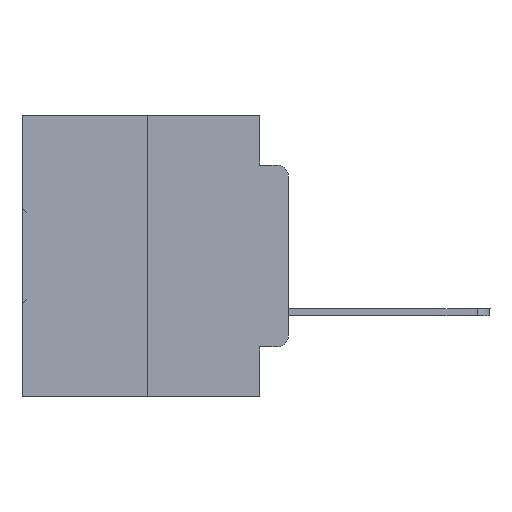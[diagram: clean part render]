
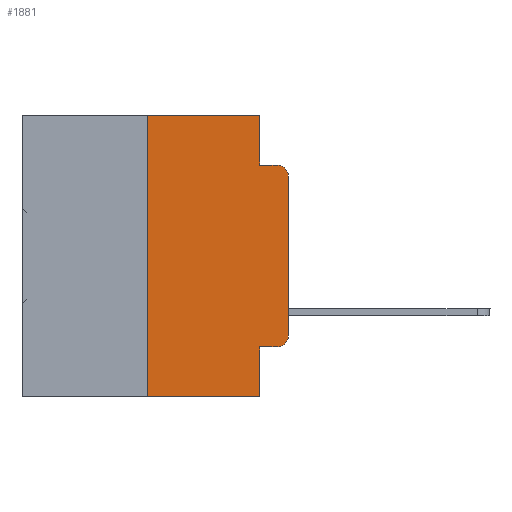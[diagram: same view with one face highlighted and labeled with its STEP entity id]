
A CAD part, left-side view. The second image highlights one B-rep face of the part: STEP entity #1881.
In plain terms, the highlighted planar face has unit normal (-1, 0, 0).
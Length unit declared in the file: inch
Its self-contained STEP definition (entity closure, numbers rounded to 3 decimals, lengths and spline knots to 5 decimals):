
#176 = VECTOR ( 'NONE', #18889, 39.37008 ) ;
#1881 = ADVANCED_FACE ( 'NONE', ( #34569 ), #34039, .F. ) ;
#2461 = VECTOR ( 'NONE', #30349, 39.37008 ) ;
#2579 = CARTESIAN_POINT ( 'NONE',  ( 0., 0.051, 0. ) ) ;
#2843 = DIRECTION ( 'NONE',  ( 0., 0., -1. ) ) ;
#2879 = DIRECTION ( 'NONE',  ( 0., 0., 1. ) ) ;
#3749 = CARTESIAN_POINT ( 'NONE',  ( 0., 0.473, -0.5 ) ) ;
#3798 = ORIENTED_EDGE ( 'NONE', *, *, #34178, .T. ) ;
#4404 = DIRECTION ( 'NONE',  ( 0., -1., 0. ) ) ;
#4818 = CARTESIAN_POINT ( 'NONE',  ( 0., 0.02, -0.1085 ) ) ;
#5496 = CARTESIAN_POINT ( 'NONE',  ( 0., 0.02, -0.4115 ) ) ;
#6145 = EDGE_CURVE ( 'NONE', #14449, #12979, #29899, .T. ) ;
#6172 = CARTESIAN_POINT ( 'NONE',  ( 0., 0., -0.3915 ) ) ;
#6321 = CARTESIAN_POINT ( 'NONE',  ( 0., 0., -0.1085 ) ) ;
#6615 = DIRECTION ( 'NONE',  ( 0., 0., -1. ) ) ;
#6634 = VERTEX_POINT ( 'NONE', #25324 ) ;
#7885 = CARTESIAN_POINT ( 'NONE',  ( 0., 0.051, -0.0885 ) ) ;
#8276 = AXIS2_PLACEMENT_3D ( 'NONE', #4818, #21235, #35305 ) ;
#8323 = LINE ( 'NONE', #19345, #2461 ) ;
#8923 = VECTOR ( 'NONE', #13178, 39.37008 ) ;
#9290 = AXIS2_PLACEMENT_3D ( 'NONE', #28989, #14923, #9842 ) ;
#9842 = DIRECTION ( 'NONE',  ( 0., 0., -1. ) ) ;
#9890 = EDGE_CURVE ( 'NONE', #25389, #14449, #27436, .T. ) ;
#10308 = VERTEX_POINT ( 'NONE', #5496 ) ;
#11375 = ORIENTED_EDGE ( 'NONE', *, *, #35402, .T. ) ;
#12385 = LINE ( 'NONE', #15265, #15758 ) ;
#12580 = DIRECTION ( 'NONE',  ( 0., -1., 0. ) ) ;
#12979 = VERTEX_POINT ( 'NONE', #21373 ) ;
#13178 = DIRECTION ( 'NONE',  ( 0., 0., -1. ) ) ;
#13716 = CARTESIAN_POINT ( 'NONE',  ( 0., 0.051, 0. ) ) ;
#13732 = VECTOR ( 'NONE', #25070, 39.37008 ) ;
#14109 = VERTEX_POINT ( 'NONE', #23017 ) ;
#14243 = CARTESIAN_POINT ( 'NONE',  ( 0., 0.25, -0.5 ) ) ;
#14449 = VERTEX_POINT ( 'NONE', #27868 ) ;
#14923 = DIRECTION ( 'NONE',  ( 1., 0., 0. ) ) ;
#15265 = CARTESIAN_POINT ( 'NONE',  ( 0., 0.051, 0. ) ) ;
#15758 = VECTOR ( 'NONE', #6615, 39.37008 ) ;
#16968 = LINE ( 'NONE', #27990, #34906 ) ;
#17348 = ORIENTED_EDGE ( 'NONE', *, *, #29675, .F. ) ;
#17628 = ORIENTED_EDGE ( 'NONE', *, *, #29258, .T. ) ;
#17864 = ORIENTED_EDGE ( 'NONE', *, *, #35115, .F. ) ;
#18840 = VERTEX_POINT ( 'NONE', #14243 ) ;
#18889 = DIRECTION ( 'NONE',  ( 0., -1., 0. ) ) ;
#19190 = VECTOR ( 'NONE', #12580, 39.37008 ) ;
#19345 = CARTESIAN_POINT ( 'NONE',  ( 0., 0.051, -0.4115 ) ) ;
#19817 = CIRCLE ( 'NONE', #8276, 0.02 ) ;
#20015 = ORIENTED_EDGE ( 'NONE', *, *, #9890, .F. ) ;
#20935 = CARTESIAN_POINT ( 'NONE',  ( 0., 0.25, 0. ) ) ;
#21235 = DIRECTION ( 'NONE',  ( -1., 0., 0. ) ) ;
#21373 = CARTESIAN_POINT ( 'NONE',  ( 0., 0.02, -0.0885 ) ) ;
#21834 = EDGE_CURVE ( 'NONE', #18840, #28782, #25238, .T. ) ;
#22358 = CARTESIAN_POINT ( 'NONE',  ( 0., 0.25, 0. ) ) ;
#23017 = CARTESIAN_POINT ( 'NONE',  ( 0., 0.051, -0.4115 ) ) ;
#24718 = ORIENTED_EDGE ( 'NONE', *, *, #32383, .T. ) ;
#25070 = DIRECTION ( 'NONE',  ( 0., 0., 1. ) ) ;
#25238 = LINE ( 'NONE', #22358, #13732 ) ;
#25324 = CARTESIAN_POINT ( 'NONE',  ( 0., 0.051, -0.5 ) ) ;
#25389 = VERTEX_POINT ( 'NONE', #2579 ) ;
#25465 = VERTEX_POINT ( 'NONE', #6172 ) ;
#26429 = LINE ( 'NONE', #29312, #32530 ) ;
#27181 = EDGE_LOOP ( 'NONE', ( #24718, #17628, #31088, #20015, #17348, #34597, #3798, #17864, #11375, #28614 ) ) ;
#27436 = LINE ( 'NONE', #13716, #8923 ) ;
#27577 = DIRECTION ( 'NONE',  ( -1., 0., 0. ) ) ;
#27780 = EDGE_CURVE ( 'NONE', #10308, #25465, #31276, .T. ) ;
#27868 = CARTESIAN_POINT ( 'NONE',  ( 0., 0.051, -0.0885 ) ) ;
#27990 = CARTESIAN_POINT ( 'NONE',  ( 0., 0., 0. ) ) ;
#28614 = ORIENTED_EDGE ( 'NONE', *, *, #27780, .T. ) ;
#28658 = VERTEX_POINT ( 'NONE', #6321 ) ;
#28782 = VERTEX_POINT ( 'NONE', #20935 ) ;
#28989 = CARTESIAN_POINT ( 'NONE',  ( 0., 0.473, 0. ) ) ;
#29258 = EDGE_CURVE ( 'NONE', #28658, #12979, #19817, .T. ) ;
#29312 = CARTESIAN_POINT ( 'NONE',  ( 0., 0.473, 0. ) ) ;
#29675 = EDGE_CURVE ( 'NONE', #28782, #25389, #26429, .T. ) ;
#29899 = LINE ( 'NONE', #7885, #176 ) ;
#30349 = DIRECTION ( 'NONE',  ( 0., -1., 0. ) ) ;
#30684 = AXIS2_PLACEMENT_3D ( 'NONE', #33165, #27577, #2843 ) ;
#31088 = ORIENTED_EDGE ( 'NONE', *, *, #6145, .F. ) ;
#31276 = CIRCLE ( 'NONE', #30684, 0.02 ) ;
#32383 = EDGE_CURVE ( 'NONE', #25465, #28658, #16968, .T. ) ;
#32530 = VECTOR ( 'NONE', #4404, 39.37008 ) ;
#33165 = CARTESIAN_POINT ( 'NONE',  ( 0., 0.02, -0.3915 ) ) ;
#34039 = PLANE ( 'NONE',  #9290 ) ;
#34054 = LINE ( 'NONE', #3749, #19190 ) ;
#34178 = EDGE_CURVE ( 'NONE', #18840, #6634, #34054, .T. ) ;
#34569 = FACE_OUTER_BOUND ( 'NONE', #27181, .T. ) ;
#34597 = ORIENTED_EDGE ( 'NONE', *, *, #21834, .F. ) ;
#34906 = VECTOR ( 'NONE', #2879, 39.37008 ) ;
#35115 = EDGE_CURVE ( 'NONE', #14109, #6634, #12385, .T. ) ;
#35305 = DIRECTION ( 'NONE',  ( 0., 0., -1. ) ) ;
#35402 = EDGE_CURVE ( 'NONE', #14109, #10308, #8323, .T. ) ;
